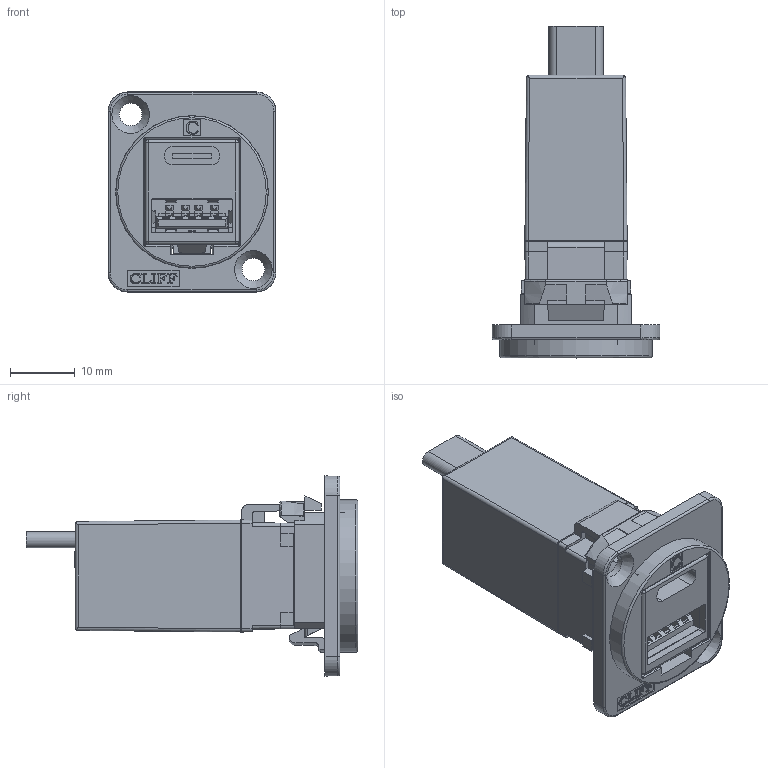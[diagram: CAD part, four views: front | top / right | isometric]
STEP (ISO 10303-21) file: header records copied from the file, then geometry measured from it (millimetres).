
FILE_DESCRIPTION(/* description */ (''),/* implementation_level */ '2;1');
FILE_NAME(/* name */ 'CP30235M CSK.stp',/* time_stamp */ '2024-11-14T09:38:20Z',/* author */ ('tottley'),/* organization */ (''),/* preprocessor_version */ 'ST-DEVELOPER v20',/* originating_system */ 'Autodesk Inventor 2025',/* authorisation */ '');
FILE_SCHEMA (('AUTOMOTIVE_DESIGN { 1 0 10303 214 3 1 1 }'));
Products named in the file (1): Part1
Bounding box: 26 x 51.41 x 31 mm (x, y, z)
Volume: 7246.4 mm3; surface area: 15626.9 mm2
Topology: 1 solids, 2 shells, 1900 faces, 5455 edges, 3556 vertices
Faces by surface type: plane 1407, cylinder 352, bspline 77, torus 40, cone 18, sphere 6
Full cylindrical faces by diameter (mm): 3.5 x2
Entity records: 64906 total; most frequent: CARTESIAN_POINT 12935, ORIENTED_EDGE 10902, DIRECTION 9749, EDGE_CURVE 5451, LINE 4447, VECTOR 4447, VERTEX_POINT 3556, AXIS2_PLACEMENT_3D 2651
